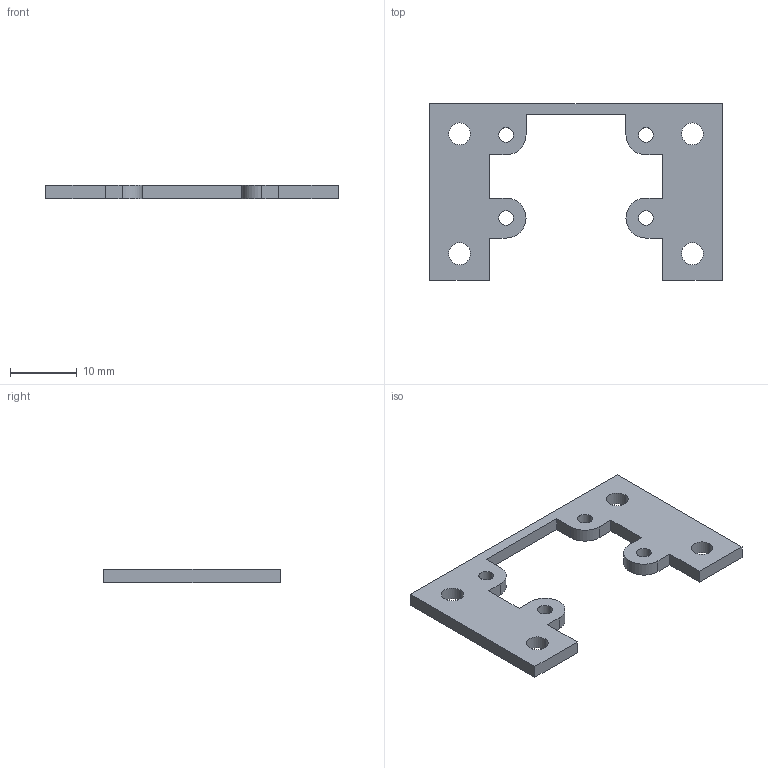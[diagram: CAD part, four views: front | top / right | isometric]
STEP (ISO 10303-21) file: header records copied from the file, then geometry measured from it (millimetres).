
FILE_DESCRIPTION (( 'STEP AP214' ), '1' );
FILE_NAME ('Camera Holder Back Plate^UFO Full 3D Printed Assembly.STEP', '2024-02-01T02:09:14', ( '' ), ( '' ), 'SwSTEP 2.0', 'SolidWorks 2023', '' );
FILE_SCHEMA (( 'AUTOMOTIVE_DESIGN' ));
Length unit declared in the file: millimetre
Products named in the file (1): Camera Holder Back Plate^UFO Full 3D Printed Assembly
Bounding box: 44 x 26.55 x 2 mm (x, y, z)
Volume: 1184.6 mm3; surface area: 1733.2 mm2
Topology: 1 solids, 1 shells, 41 faces, 117 edges, 78 vertices
Faces by surface type: cylinder 21, plane 20
Entity records: 1408 total; most frequent: DIRECTION 243, CARTESIAN_POINT 237, ORIENTED_EDGE 234, EDGE_CURVE 117, AXIS2_PLACEMENT_3D 84, VERTEX_POINT 78, VECTOR 75, LINE 75
